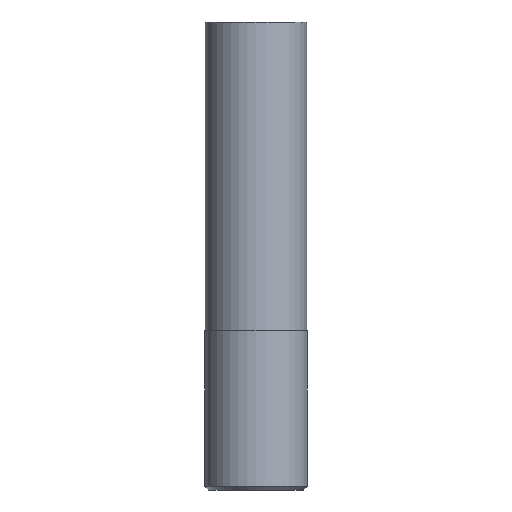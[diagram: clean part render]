
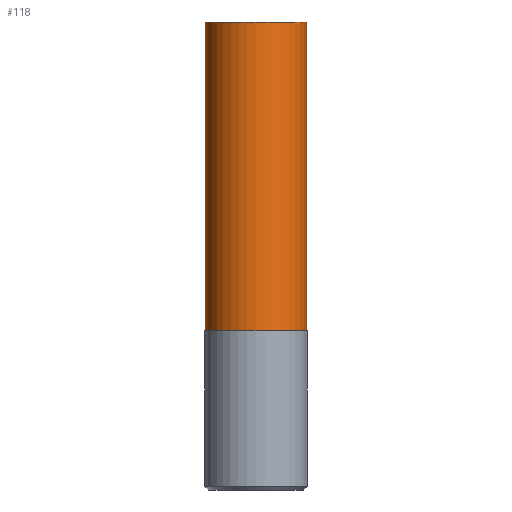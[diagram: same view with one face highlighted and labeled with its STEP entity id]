
A CAD part, front view. The second image highlights one B-rep face of the part: STEP entity #118.
In plain terms, the highlighted cylindrical face has radius 10.85 mm (diameter 21.7 mm), a partial arc.
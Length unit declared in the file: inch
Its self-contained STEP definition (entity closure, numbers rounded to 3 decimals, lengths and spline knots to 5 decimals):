
#4 = ORIENTED_EDGE ( 'NONE', *, *, #64, .T. ) ;
#27 = CARTESIAN_POINT ( 'NONE',  ( 0., 0., 3.93701 ) ) ;
#40 = CARTESIAN_POINT ( 'NONE',  ( -0.42717, 0., 1.33858 ) ) ;
#49 = VERTEX_POINT ( 'NONE', #40 ) ;
#56 = VECTOR ( 'NONE', #566, 39.37008 ) ;
#62 = DIRECTION ( 'NONE',  ( 0., 0., -1. ) ) ;
#64 = EDGE_CURVE ( 'NONE', #49, #336, #537, .T. ) ;
#67 = AXIS2_PLACEMENT_3D ( 'NONE', #27, #509, #689 ) ;
#94 = AXIS2_PLACEMENT_3D ( 'NONE', #654, #116, #121 ) ;
#101 = EDGE_LOOP ( 'NONE', ( #324, #526, #371, #4 ) ) ;
#107 = CARTESIAN_POINT ( 'NONE',  ( -0.42717, 0., 11.81102 ) ) ;
#111 = CYLINDRICAL_SURFACE ( 'NONE', #267, 0.42717 ) ;
#116 = DIRECTION ( 'NONE',  ( 0., 0., 1. ) ) ;
#118 = ADVANCED_FACE ( 'NONE', ( #675 ), #111, .T. ) ;
#121 = DIRECTION ( 'NONE',  ( -1., 0., 0. ) ) ;
#142 = LINE ( 'NONE', #107, #419 ) ;
#160 = VERTEX_POINT ( 'NONE', #227 ) ;
#217 = EDGE_CURVE ( 'NONE', #160, #336, #599, .T. ) ;
#227 = CARTESIAN_POINT ( 'NONE',  ( 0.42717, 0., 3.93701 ) ) ;
#239 = CARTESIAN_POINT ( 'NONE',  ( 0., 0., 11.81102 ) ) ;
#245 = DIRECTION ( 'NONE',  ( -1., 0., 0. ) ) ;
#267 = AXIS2_PLACEMENT_3D ( 'NONE', #239, #62, #245 ) ;
#310 = CIRCLE ( 'NONE', #67, 0.42717 ) ;
#311 = CARTESIAN_POINT ( 'NONE',  ( 0.42717, 0., 1.33858 ) ) ;
#315 = VERTEX_POINT ( 'NONE', #651 ) ;
#324 = ORIENTED_EDGE ( 'NONE', *, *, #217, .F. ) ;
#336 = VERTEX_POINT ( 'NONE', #311 ) ;
#371 = ORIENTED_EDGE ( 'NONE', *, *, #707, .T. ) ;
#419 = VECTOR ( 'NONE', #467, 39.37008 ) ;
#467 = DIRECTION ( 'NONE',  ( 0., 0., -1. ) ) ;
#509 = DIRECTION ( 'NONE',  ( 0., 0., 1. ) ) ;
#515 = CARTESIAN_POINT ( 'NONE',  ( 0.42717, 0., 11.81102 ) ) ;
#526 = ORIENTED_EDGE ( 'NONE', *, *, #776, .F. ) ;
#537 = CIRCLE ( 'NONE', #94, 0.42717 ) ;
#566 = DIRECTION ( 'NONE',  ( 0., 0., -1. ) ) ;
#599 = LINE ( 'NONE', #515, #56 ) ;
#651 = CARTESIAN_POINT ( 'NONE',  ( -0.42717, 0., 3.93701 ) ) ;
#654 = CARTESIAN_POINT ( 'NONE',  ( 0., 0., 1.33858 ) ) ;
#675 = FACE_OUTER_BOUND ( 'NONE', #101, .T. ) ;
#689 = DIRECTION ( 'NONE',  ( -1., 0., 0. ) ) ;
#707 = EDGE_CURVE ( 'NONE', #315, #49, #142, .T. ) ;
#776 = EDGE_CURVE ( 'NONE', #315, #160, #310, .T. ) ;
